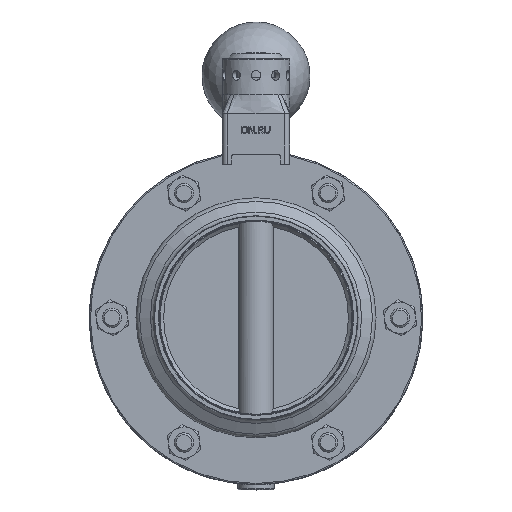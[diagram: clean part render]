
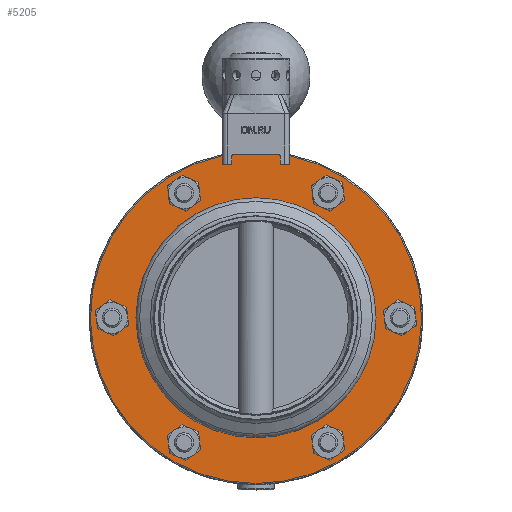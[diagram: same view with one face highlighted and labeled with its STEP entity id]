
A CAD part, top view. The second image highlights one B-rep face of the part: STEP entity #5205.
In plain terms, the highlighted planar face has unit normal (0, 0, 1).
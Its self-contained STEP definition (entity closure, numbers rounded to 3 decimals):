
#145=FACE_BOUND('',#1573,.T.);
#146=FACE_BOUND('',#1574,.T.);
#147=FACE_BOUND('',#1575,.T.);
#148=FACE_BOUND('',#1576,.T.);
#149=FACE_BOUND('',#1577,.T.);
#150=FACE_BOUND('',#1578,.T.);
#151=FACE_BOUND('',#1579,.T.);
#250=PLANE('',#5693);
#529=LINE('',#9799,#884);
#532=LINE('',#9809,#887);
#555=LINE('',#10103,#910);
#570=LINE('',#10131,#925);
#571=LINE('',#10135,#926);
#572=LINE('',#10136,#927);
#884=VECTOR('',#6600,10.);
#887=VECTOR('',#6609,10.);
#910=VECTOR('',#6658,10.);
#925=VECTOR('',#6683,10.);
#926=VECTOR('',#6688,10.);
#927=VECTOR('',#6689,10.);
#1280=FACE_OUTER_BOUND('',#1572,.T.);
#1572=EDGE_LOOP('',(#4295,#4296,#4297,#4298,#4299,#4300,#4301,#4302));
#1573=EDGE_LOOP('',(#4303));
#1574=EDGE_LOOP('',(#4304));
#1575=EDGE_LOOP('',(#4305));
#1576=EDGE_LOOP('',(#4306));
#1577=EDGE_LOOP('',(#4307));
#1578=EDGE_LOOP('',(#4308));
#1579=EDGE_LOOP('',(#4309));
#1906=CIRCLE('',#5585,69.);
#1971=CIRCLE('',#5694,69.5);
#1972=CIRCLE('',#5695,50.);
#1973=CIRCLE('',#5696,4.);
#1974=CIRCLE('',#5697,4.);
#1975=CIRCLE('',#5698,4.);
#1976=CIRCLE('',#5699,4.);
#1977=CIRCLE('',#5700,4.);
#1978=CIRCLE('',#5701,4.);
#2295=VERTEX_POINT('',#8827);
#2298=VERTEX_POINT('',#8841);
#2417=VERTEX_POINT('',#9796);
#2418=VERTEX_POINT('',#9798);
#2421=VERTEX_POINT('',#9806);
#2422=VERTEX_POINT('',#9808);
#2448=VERTEX_POINT('',#10129);
#2449=VERTEX_POINT('',#10133);
#2450=VERTEX_POINT('',#10137);
#2451=VERTEX_POINT('',#10139);
#2452=VERTEX_POINT('',#10141);
#2453=VERTEX_POINT('',#10143);
#2454=VERTEX_POINT('',#10145);
#2455=VERTEX_POINT('',#10147);
#2456=VERTEX_POINT('',#10149);
#2895=EDGE_CURVE('',#2298,#2295,#1906,.T.);
#3058=EDGE_CURVE('',#2418,#2417,#529,.T.);
#3063=EDGE_CURVE('',#2422,#2421,#532,.T.);
#3096=EDGE_CURVE('',#2298,#2418,#555,.T.);
#3111=EDGE_CURVE('',#2417,#2448,#570,.T.);
#3112=EDGE_CURVE('',#2448,#2449,#1971,.T.);
#3113=EDGE_CURVE('',#2449,#2422,#571,.T.);
#3114=EDGE_CURVE('',#2421,#2295,#572,.T.);
#3115=EDGE_CURVE('',#2450,#2450,#1972,.T.);
#3116=EDGE_CURVE('',#2451,#2451,#1973,.T.);
#3117=EDGE_CURVE('',#2452,#2452,#1974,.T.);
#3118=EDGE_CURVE('',#2453,#2453,#1975,.T.);
#3119=EDGE_CURVE('',#2454,#2454,#1976,.T.);
#3120=EDGE_CURVE('',#2455,#2455,#1977,.T.);
#3121=EDGE_CURVE('',#2456,#2456,#1978,.T.);
#4295=ORIENTED_EDGE('',*,*,#2895,.F.);
#4296=ORIENTED_EDGE('',*,*,#3096,.T.);
#4297=ORIENTED_EDGE('',*,*,#3058,.T.);
#4298=ORIENTED_EDGE('',*,*,#3111,.T.);
#4299=ORIENTED_EDGE('',*,*,#3112,.T.);
#4300=ORIENTED_EDGE('',*,*,#3113,.T.);
#4301=ORIENTED_EDGE('',*,*,#3063,.T.);
#4302=ORIENTED_EDGE('',*,*,#3114,.T.);
#4303=ORIENTED_EDGE('',*,*,#3115,.T.);
#4304=ORIENTED_EDGE('',*,*,#3116,.T.);
#4305=ORIENTED_EDGE('',*,*,#3117,.T.);
#4306=ORIENTED_EDGE('',*,*,#3118,.T.);
#4307=ORIENTED_EDGE('',*,*,#3119,.T.);
#4308=ORIENTED_EDGE('',*,*,#3120,.T.);
#4309=ORIENTED_EDGE('',*,*,#3121,.T.);
#5205=ADVANCED_FACE('',(#1280,#145,#146,#147,#148,#149,#150,#151),#250,
 .T.);
#5585=AXIS2_PLACEMENT_3D('',#8852,#6366,#6367);
#5693=AXIS2_PLACEMENT_3D('',#10132,#6684,#6685);
#5694=AXIS2_PLACEMENT_3D('',#10134,#6686,#6687);
#5695=AXIS2_PLACEMENT_3D('',#10138,#6690,#6691);
#5696=AXIS2_PLACEMENT_3D('',#10140,#6692,#6693);
#5697=AXIS2_PLACEMENT_3D('',#10142,#6694,#6695);
#5698=AXIS2_PLACEMENT_3D('',#10144,#6696,#6697);
#5699=AXIS2_PLACEMENT_3D('',#10146,#6698,#6699);
#5700=AXIS2_PLACEMENT_3D('',#10148,#6700,#6701);
#5701=AXIS2_PLACEMENT_3D('',#10150,#6702,#6703);
#6366=DIRECTION('center_axis',(0.,0.,-1.));
#6367=DIRECTION('ref_axis',(0.,-1.,0.));
#6600=DIRECTION('',(-1.,0.,0.));
#6609=DIRECTION('',(-1.,0.,0.));
#6658=DIRECTION('',(0.,-1.,0.));
#6683=DIRECTION('',(0.,1.,0.));
#6684=DIRECTION('center_axis',(0.,0.,1.));
#6685=DIRECTION('ref_axis',(1.,0.,0.));
#6686=DIRECTION('center_axis',(0.,0.,1.));
#6687=DIRECTION('ref_axis',(1.,0.,0.));
#6688=DIRECTION('',(0.,-1.,0.));
#6689=DIRECTION('',(0.,1.,0.));
#6690=DIRECTION('center_axis',(0.,0.,-1.));
#6691=DIRECTION('ref_axis',(1.,0.,0.));
#6692=DIRECTION('center_axis',(0.,0.,-1.));
#6693=DIRECTION('ref_axis',(-1.,0.,0.));
#6694=DIRECTION('center_axis',(0.,0.,-1.));
#6695=DIRECTION('ref_axis',(-1.,0.,0.));
#6696=DIRECTION('center_axis',(0.,0.,-1.));
#6697=DIRECTION('ref_axis',(-1.,0.,0.));
#6698=DIRECTION('center_axis',(0.,0.,-1.));
#6699=DIRECTION('ref_axis',(-1.,0.,0.));
#6700=DIRECTION('center_axis',(0.,0.,-1.));
#6701=DIRECTION('ref_axis',(-1.,0.,0.));
#6702=DIRECTION('center_axis',(0.,0.,-1.));
#6703=DIRECTION('ref_axis',(-1.,0.,0.));
#8827=CARTESIAN_POINT('',(-14.,67.565,10.1));
#8841=CARTESIAN_POINT('',(14.,67.565,10.1));
#8852=CARTESIAN_POINT('Origin',(0.,0.,10.1));
#9796=CARTESIAN_POINT('',(13.,64.02,10.1));
#9798=CARTESIAN_POINT('',(14.,64.02,10.1));
#9799=CARTESIAN_POINT('',(0.,64.02,10.1));
#9806=CARTESIAN_POINT('',(-14.,64.02,10.1));
#9808=CARTESIAN_POINT('',(-13.,64.02,10.1));
#9809=CARTESIAN_POINT('',(0.,64.02,10.1));
#10103=CARTESIAN_POINT('',(14.,42.51,10.1));
#10129=CARTESIAN_POINT('',(13.,68.273,10.1));
#10131=CARTESIAN_POINT('',(13.,42.51,10.1));
#10132=CARTESIAN_POINT('Origin',(0.,0.,10.1));
#10133=CARTESIAN_POINT('',(-13.,68.273,10.1));
#10134=CARTESIAN_POINT('Origin',(0.,0.,10.1));
#10135=CARTESIAN_POINT('',(-13.,42.51,10.1));
#10136=CARTESIAN_POINT('',(-14.,42.51,10.1));
#10137=CARTESIAN_POINT('',(-50.,0.,10.1));
#10138=CARTESIAN_POINT('Origin',(0.,0.,10.1));
#10139=CARTESIAN_POINT('',(64.,0.,10.1));
#10140=CARTESIAN_POINT('Origin',(60.,0.,10.1));
#10141=CARTESIAN_POINT('',(34.,51.962,10.1));
#10142=CARTESIAN_POINT('Origin',(30.,51.962,10.1));
#10143=CARTESIAN_POINT('',(-26.,51.962,10.1));
#10144=CARTESIAN_POINT('Origin',(-30.,51.962,10.1));
#10145=CARTESIAN_POINT('',(-56.,0.,10.1));
#10146=CARTESIAN_POINT('Origin',(-60.,0.,10.1));
#10147=CARTESIAN_POINT('',(-26.,-51.962,10.1));
#10148=CARTESIAN_POINT('Origin',(-30.,-51.962,10.1));
#10149=CARTESIAN_POINT('',(34.,-51.962,10.1));
#10150=CARTESIAN_POINT('Origin',(30.,-51.962,10.1));
